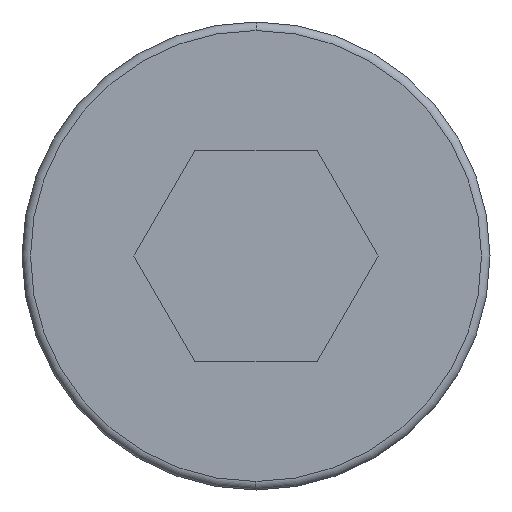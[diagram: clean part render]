
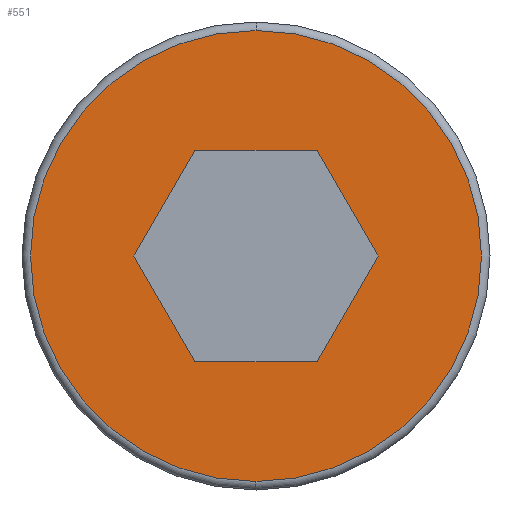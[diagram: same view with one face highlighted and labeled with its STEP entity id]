
A CAD part, left-side view. The second image highlights one B-rep face of the part: STEP entity #551.
In plain terms, the highlighted planar face has unit normal (-1, 0, 0).
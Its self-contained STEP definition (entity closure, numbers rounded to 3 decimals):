
#2 = VERTEX_POINT ( 'NONE', #312 ) ;
#3 = EDGE_LOOP ( 'NONE', ( #609, #83, #56, #307, #437, #73 ) ) ;
#12 = CARTESIAN_POINT ( 'NONE',  ( 0., 0.718, -1.243 ) ) ;
#18 = DIRECTION ( 'NONE',  ( 0., 0., 1. ) ) ;
#36 = AXIS2_PLACEMENT_3D ( 'NONE', #351, #61, #18 ) ;
#51 = EDGE_CURVE ( 'NONE', #2, #172, #502, .T. ) ;
#55 = AXIS2_PLACEMENT_3D ( 'NONE', #570, #384, #292 ) ;
#56 = ORIENTED_EDGE ( 'NONE', *, *, #439, .F. ) ;
#60 = EDGE_CURVE ( 'NONE', #216, #411, #467, .T. ) ;
#61 = DIRECTION ( 'NONE',  ( -1., 0., 0. ) ) ;
#73 = ORIENTED_EDGE ( 'NONE', *, *, #60, .F. ) ;
#74 = VECTOR ( 'NONE', #239, 1000. ) ;
#83 = ORIENTED_EDGE ( 'NONE', *, *, #214, .F. ) ;
#102 = DIRECTION ( 'NONE',  ( 0., 0.5, 0.866 ) ) ;
#107 = DIRECTION ( 'NONE',  ( 0., -1., 0. ) ) ;
#117 = VERTEX_POINT ( 'NONE', #587 ) ;
#124 = FACE_OUTER_BOUND ( 'NONE', #472, .T. ) ;
#140 = FACE_BOUND ( 'NONE', #3, .T. ) ;
#159 = LINE ( 'NONE', #429, #524 ) ;
#164 = DIRECTION ( 'NONE',  ( 0., 1., 0. ) ) ;
#165 = PLANE ( 'NONE',  #190 ) ;
#172 = VERTEX_POINT ( 'NONE', #322 ) ;
#182 = DIRECTION ( 'NONE',  ( 0., -0.5, -0.866 ) ) ;
#190 = AXIS2_PLACEMENT_3D ( 'NONE', #456, #414, #539 ) ;
#193 = CIRCLE ( 'NONE', #55, 2.65 ) ;
#195 = VERTEX_POINT ( 'NONE', #331 ) ;
#199 = EDGE_CURVE ( 'NONE', #195, #337, #242, .T. ) ;
#214 = EDGE_CURVE ( 'NONE', #486, #117, #159, .T. ) ;
#216 = VERTEX_POINT ( 'NONE', #515 ) ;
#232 = CARTESIAN_POINT ( 'NONE',  ( 0., 0.718, 1.243 ) ) ;
#235 = VECTOR ( 'NONE', #164, 1000. ) ;
#238 = EDGE_CURVE ( 'NONE', #411, #195, #427, .T. ) ;
#239 = DIRECTION ( 'NONE',  ( 0., 0.5, -0.866 ) ) ;
#242 = LINE ( 'NONE', #288, #324 ) ;
#248 = CARTESIAN_POINT ( 'NONE',  ( 0., -0.718, -1.243 ) ) ;
#257 = ORIENTED_EDGE ( 'NONE', *, *, #51, .T. ) ;
#260 = CARTESIAN_POINT ( 'NONE',  ( 0., -0.718, 1.243 ) ) ;
#274 = LINE ( 'NONE', #293, #598 ) ;
#285 = DIRECTION ( 'NONE',  ( 0., -0.5, 0.866 ) ) ;
#288 = CARTESIAN_POINT ( 'NONE',  ( 0., 1.435, 0. ) ) ;
#292 = DIRECTION ( 'NONE',  ( 0., 0., 1. ) ) ;
#293 = CARTESIAN_POINT ( 'NONE',  ( 0., -1.435, 0. ) ) ;
#307 = ORIENTED_EDGE ( 'NONE', *, *, #199, .F. ) ;
#312 = CARTESIAN_POINT ( 'NONE',  ( 0., 0., -2.65 ) ) ;
#322 = CARTESIAN_POINT ( 'NONE',  ( 0., 0., 2.65 ) ) ;
#324 = VECTOR ( 'NONE', #182, 1000. ) ;
#331 = CARTESIAN_POINT ( 'NONE',  ( 0., 1.435, 0. ) ) ;
#336 = VECTOR ( 'NONE', #107, 1000. ) ;
#337 = VERTEX_POINT ( 'NONE', #433 ) ;
#339 = EDGE_CURVE ( 'NONE', #172, #2, #193, .T. ) ;
#340 = CARTESIAN_POINT ( 'NONE',  ( 0., 0.718, 1.243 ) ) ;
#351 = CARTESIAN_POINT ( 'NONE',  ( 0., 0., 0. ) ) ;
#365 = EDGE_CURVE ( 'NONE', #117, #216, #274, .T. ) ;
#381 = ORIENTED_EDGE ( 'NONE', *, *, #339, .T. ) ;
#384 = DIRECTION ( 'NONE',  ( -1., 0., 0. ) ) ;
#393 = LINE ( 'NONE', #12, #336 ) ;
#411 = VERTEX_POINT ( 'NONE', #340 ) ;
#414 = DIRECTION ( 'NONE',  ( -1., 0., 0. ) ) ;
#427 = LINE ( 'NONE', #232, #74 ) ;
#429 = CARTESIAN_POINT ( 'NONE',  ( 0., -0.718, -1.243 ) ) ;
#433 = CARTESIAN_POINT ( 'NONE',  ( 0., 0.718, -1.243 ) ) ;
#437 = ORIENTED_EDGE ( 'NONE', *, *, #238, .F. ) ;
#439 = EDGE_CURVE ( 'NONE', #337, #486, #393, .T. ) ;
#456 = CARTESIAN_POINT ( 'NONE',  ( 0., 0., 0. ) ) ;
#467 = LINE ( 'NONE', #260, #235 ) ;
#472 = EDGE_LOOP ( 'NONE', ( #381, #257 ) ) ;
#486 = VERTEX_POINT ( 'NONE', #248 ) ;
#502 = CIRCLE ( 'NONE', #36, 2.65 ) ;
#515 = CARTESIAN_POINT ( 'NONE',  ( 0., -0.718, 1.243 ) ) ;
#524 = VECTOR ( 'NONE', #285, 1000. ) ;
#539 = DIRECTION ( 'NONE',  ( 0., 0., 1. ) ) ;
#551 = ADVANCED_FACE ( 'NONE', ( #124, #140 ), #165, .T. ) ;
#570 = CARTESIAN_POINT ( 'NONE',  ( 0., 0., 0. ) ) ;
#587 = CARTESIAN_POINT ( 'NONE',  ( 0., -1.435, 0. ) ) ;
#598 = VECTOR ( 'NONE', #102, 1000. ) ;
#609 = ORIENTED_EDGE ( 'NONE', *, *, #365, .F. ) ;
